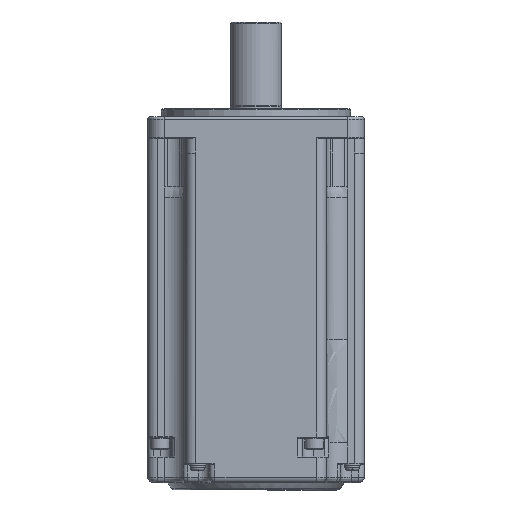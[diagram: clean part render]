
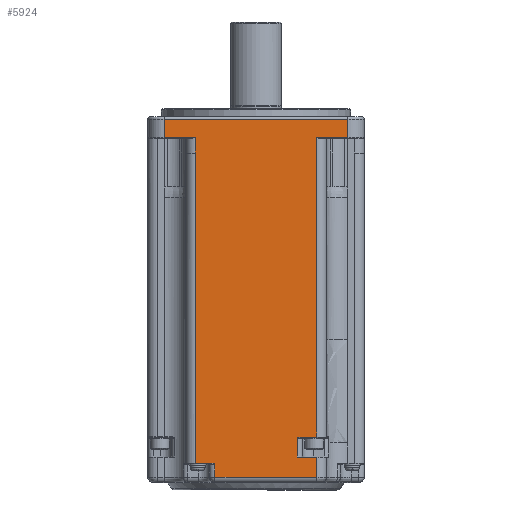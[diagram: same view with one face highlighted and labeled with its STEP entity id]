
A CAD part, front view. The second image highlights one B-rep face of the part: STEP entity #5924.
In plain terms, the highlighted planar face has unit normal (0, -1, 0).
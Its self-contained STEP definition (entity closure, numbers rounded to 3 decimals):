
#413=CARTESIAN_POINT('',(15.2,-40.,-128.9));
#414=VERTEX_POINT('',#413);
#422=CARTESIAN_POINT('',(22.5,-40.,-128.9));
#423=VERTEX_POINT('',#422);
#424=CARTESIAN_POINT('',(22.5,-40.,-128.9));
#425=DIRECTION('',(-1.,0.,0.));
#426=VECTOR('',#425,7.3);
#427=LINE('',#424,#426);
#428=EDGE_CURVE('',#423,#414,#427,.T.);
#1259=CARTESIAN_POINT('',(-15.2,-40.,-136.4));
#1260=VERTEX_POINT('',#1259);
#1268=CARTESIAN_POINT('',(-15.2,-40.,-131.4));
#1269=VERTEX_POINT('',#1268);
#1270=CARTESIAN_POINT('',(-15.2,-40.,-131.4));
#1271=DIRECTION('',(0.,0.,-1.));
#1272=VECTOR('',#1271,5.);
#1273=LINE('',#1270,#1272);
#1274=EDGE_CURVE('',#1269,#1260,#1273,.T.);
#1334=CARTESIAN_POINT('',(22.5,-40.,-136.4));
#1335=VERTEX_POINT('',#1334);
#1343=CARTESIAN_POINT('',(-15.2,-40.,-136.4));
#1344=DIRECTION('',(1.,0.,0.));
#1345=VECTOR('',#1344,37.7);
#1346=LINE('',#1343,#1345);
#1347=EDGE_CURVE('',#1260,#1335,#1346,.T.);
#1357=CARTESIAN_POINT('',(22.5,-40.,-136.4));
#1358=DIRECTION('',(0.,0.,1.));
#1359=VECTOR('',#1358,7.5);
#1360=LINE('',#1357,#1359);
#1361=EDGE_CURVE('',#1335,#423,#1360,.T.);
#2942=CARTESIAN_POINT('',(15.2,-40.,-121.7));
#2943=VERTEX_POINT('',#2942);
#2963=CARTESIAN_POINT('',(15.2,-40.,-128.9));
#2964=DIRECTION('',(0.,0.,1.));
#2965=VECTOR('',#2964,7.2);
#2966=LINE('',#2963,#2965);
#2967=EDGE_CURVE('',#414,#2943,#2966,.T.);
#3600=CARTESIAN_POINT('',(-22.5,-40.,-16.47));
#3601=VERTEX_POINT('',#3600);
#3616=CARTESIAN_POINT('',(-22.5,-40.,-131.15));
#3617=VERTEX_POINT('',#3616);
#3625=CARTESIAN_POINT('',(-22.5,-40.,-16.47));
#3626=DIRECTION('',(0.,0.,-1.));
#3627=VECTOR('',#3626,114.68);
#3628=LINE('',#3625,#3627);
#3629=EDGE_CURVE('',#3601,#3617,#3628,.T.);
#5812=CARTESIAN_POINT('',(3.05,-40.,-70.2));
#5813=DIRECTION('',(0.,0.,1.));
#5814=DIRECTION('',(0.,-1.,0.));
#5815=AXIS2_PLACEMENT_3D('',#5812,#5814,#5813);
#5816=PLANE('',#5815);
#5817=CARTESIAN_POINT('',(22.5,-40.,-10.7));
#5818=VERTEX_POINT('',#5817);
#5819=CARTESIAN_POINT('',(22.5,-40.,-121.5));
#5820=VERTEX_POINT('',#5819);
#5821=CARTESIAN_POINT('',(22.5,-40.,-10.7));
#5822=DIRECTION('',(0.,0.,-1.));
#5823=VECTOR('',#5822,110.8);
#5824=LINE('',#5821,#5823);
#5825=EDGE_CURVE('',#5818,#5820,#5824,.T.);
#5826=ORIENTED_EDGE('',*,*,#5825,.F.);
#5827=CARTESIAN_POINT('',(34.,-40.,-10.7));
#5828=VERTEX_POINT('',#5827);
#5829=CARTESIAN_POINT('',(22.5,-40.,-10.7));
#5830=DIRECTION('',(1.,0.,0.));
#5831=VECTOR('',#5830,11.5);
#5832=LINE('',#5829,#5831);
#5833=EDGE_CURVE('',#5818,#5828,#5832,.T.);
#5834=ORIENTED_EDGE('',*,*,#5833,.T.);
#5835=CARTESIAN_POINT('',(34.,-40.,-4.));
#5836=VERTEX_POINT('',#5835);
#5837=CARTESIAN_POINT('',(34.,-40.,-4.));
#5838=DIRECTION('',(0.,0.,-1.));
#5839=VECTOR('',#5838,6.7);
#5840=LINE('',#5837,#5839);
#5841=EDGE_CURVE('',#5836,#5828,#5840,.T.);
#5842=ORIENTED_EDGE('',*,*,#5841,.F.);
#5843=CARTESIAN_POINT('',(-34.,-40.,-4.));
#5844=VERTEX_POINT('',#5843);
#5845=CARTESIAN_POINT('',(-34.,-40.,-4.));
#5846=DIRECTION('',(1.,0.,0.));
#5847=VECTOR('',#5846,68.);
#5848=LINE('',#5845,#5847);
#5849=EDGE_CURVE('',#5844,#5836,#5848,.T.);
#5850=ORIENTED_EDGE('',*,*,#5849,.F.);
#5851=CARTESIAN_POINT('',(-34.,-40.,-10.7));
#5852=VERTEX_POINT('',#5851);
#5853=CARTESIAN_POINT('',(-34.,-40.,-10.7));
#5854=DIRECTION('',(0.,0.,1.));
#5855=VECTOR('',#5854,6.7);
#5856=LINE('',#5853,#5855);
#5857=EDGE_CURVE('',#5852,#5844,#5856,.T.);
#5858=ORIENTED_EDGE('',*,*,#5857,.F.);
#5859=CARTESIAN_POINT('',(-22.5,-40.,-10.7));
#5860=VERTEX_POINT('',#5859);
#5861=CARTESIAN_POINT('',(-34.,-40.,-10.7));
#5862=DIRECTION('',(1.,0.,0.));
#5863=VECTOR('',#5862,11.5);
#5864=LINE('',#5861,#5863);
#5865=EDGE_CURVE('',#5852,#5860,#5864,.T.);
#5866=ORIENTED_EDGE('',*,*,#5865,.T.);
#5867=CARTESIAN_POINT('',(-22.5,-40.,-16.47));
#5868=DIRECTION('',(0.,0.,1.));
#5869=VECTOR('',#5868,5.77);
#5870=LINE('',#5867,#5869);
#5871=EDGE_CURVE('',#3601,#5860,#5870,.T.);
#5872=ORIENTED_EDGE('',*,*,#5871,.F.);
#5873=ORIENTED_EDGE('',*,*,#3629,.T.);
#5874=CARTESIAN_POINT('',(-16.616,-40.,-131.15));
#5875=VERTEX_POINT('',#5874);
#5876=CARTESIAN_POINT('',(-22.5,-40.,-131.15));
#5877=DIRECTION('',(1.,0.,0.));
#5878=VECTOR('',#5877,5.884);
#5879=LINE('',#5876,#5878);
#5880=EDGE_CURVE('',#3617,#5875,#5879,.T.);
#5881=ORIENTED_EDGE('',*,*,#5880,.T.);
#5882=CARTESIAN_POINT('',(-15.2,-40.,-131.4));
#5883=CARTESIAN_POINT('',(-15.247,-40.,-131.374));
#5884=CARTESIAN_POINT('',(-15.429,-40.,-131.321));
#5885=CARTESIAN_POINT('',(-15.723,-40.,-131.266));
#5886=CARTESIAN_POINT('',(-15.875,-40.,-131.241));
#5887=CARTESIAN_POINT('',(-15.951,-40.,-131.229));
#5888=CARTESIAN_POINT('',(-16.027,-40.,-131.217));
#5889=CARTESIAN_POINT('',(-16.201,-40.,-131.192));
#5890=CARTESIAN_POINT('',(-16.431,-40.,-131.163));
#5891=CARTESIAN_POINT('',(-16.573,-40.,-131.151));
#5892=CARTESIAN_POINT('',(-16.616,-40.,-131.15));
#5893=B_SPLINE_CURVE_WITH_KNOTS('',3,(#5882,#5883,#5884,#5885,#5886,#5887,#5888,#5889,#5890,#5891,#5892),.UNSPECIFIED.,.F.,.U.,(4,1,1,2,1,1,1,4),(0.,0.25,0.458,0.5,0.583,0.625,0.792,1.),.UNSPECIFIED.);
#5894=EDGE_CURVE('',#1269,#5875,#5893,.T.);
#5895=ORIENTED_EDGE('',*,*,#5894,.F.);
#5896=ORIENTED_EDGE('',*,*,#1274,.T.);
#5897=ORIENTED_EDGE('',*,*,#1347,.T.);
#5898=ORIENTED_EDGE('',*,*,#1361,.T.);
#5899=ORIENTED_EDGE('',*,*,#428,.T.);
#5900=ORIENTED_EDGE('',*,*,#2967,.T.);
#5901=CARTESIAN_POINT('',(16.466,-40.,-121.5));
#5902=VERTEX_POINT('',#5901);
#5903=CARTESIAN_POINT('',(15.2,-40.,-121.7));
#5904=CARTESIAN_POINT('',(15.211,-40.,-121.688));
#5905=CARTESIAN_POINT('',(15.334,-40.,-121.653));
#5906=CARTESIAN_POINT('',(15.586,-40.,-121.607));
#5907=CARTESIAN_POINT('',(15.723,-40.,-121.585));
#5908=CARTESIAN_POINT('',(15.816,-40.,-121.57));
#5909=CARTESIAN_POINT('',(15.982,-40.,-121.546));
#5910=CARTESIAN_POINT('',(16.254,-40.,-121.512));
#5911=CARTESIAN_POINT('',(16.409,-40.,-121.5));
#5912=CARTESIAN_POINT('',(16.466,-40.,-121.5));
#5913=B_SPLINE_CURVE_WITH_KNOTS('',3,(#5903,#5904,#5905,#5906,#5907,#5908,#5909,#5910,#5911,#5912),.UNSPECIFIED.,.F.,.U.,(4,1,1,2,1,1,4),(0.,0.25,0.458,0.5,0.625,0.792,1.),.UNSPECIFIED.);
#5914=EDGE_CURVE('',#2943,#5902,#5913,.T.);
#5915=ORIENTED_EDGE('',*,*,#5914,.T.);
#5916=CARTESIAN_POINT('',(16.466,-40.,-121.5));
#5917=DIRECTION('',(1.,0.,0.));
#5918=VECTOR('',#5917,6.034);
#5919=LINE('',#5916,#5918);
#5920=EDGE_CURVE('',#5902,#5820,#5919,.T.);
#5921=ORIENTED_EDGE('',*,*,#5920,.T.);
#5922=EDGE_LOOP('',(#5826,#5834,#5842,#5850,#5858,#5866,#5872,#5873,#5881,#5895,#5896,#5897,#5898,#5899,#5900,#5915,#5921));
#5923=FACE_OUTER_BOUND('',#5922,.T.);
#5924=ADVANCED_FACE('',(#5923),#5816,.T.);
